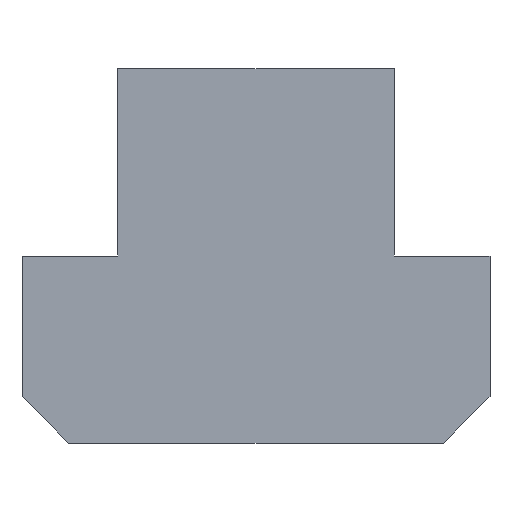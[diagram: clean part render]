
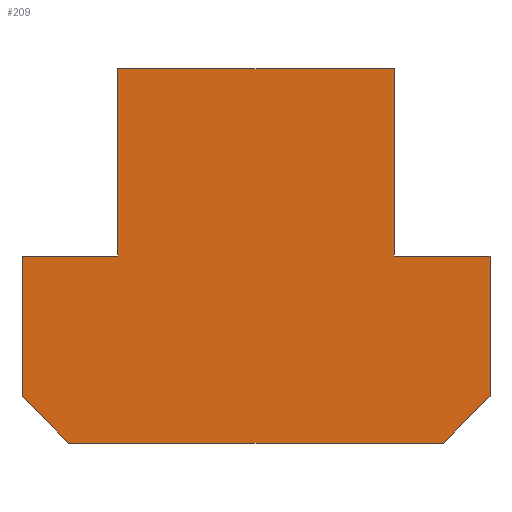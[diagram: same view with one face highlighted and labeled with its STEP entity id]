
A CAD part, front view. The second image highlights one B-rep face of the part: STEP entity #209.
In plain terms, the highlighted planar face has unit normal (0, -1, 0).
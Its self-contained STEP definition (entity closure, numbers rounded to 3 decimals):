
#95=EDGE_CURVE('',#117,#171,#239,.T.);
#99=VERTEX_POINT('',#244);
#109=EDGE_CURVE('',#127,#117,#256,.T.);
#117=VERTEX_POINT('',#264);
#123=EDGE_CURVE('',#179,#153,#270,.T.);
#125=EDGE_CURVE('',#141,#127,#272,.T.);
#127=VERTEX_POINT('',#274);
#139=EDGE_CURVE('',#175,#141,#288,.T.);
#141=VERTEX_POINT('',#290);
#153=VERTEX_POINT('',#302);
#155=VERTEX_POINT('',#304);
#157=EDGE_CURVE('',#189,#175,#306,.T.);
#171=VERTEX_POINT('',#320);
#173=EDGE_CURVE('',#171,#99,#322,.T.);
#175=VERTEX_POINT('',#324);
#179=VERTEX_POINT('',#328);
#181=EDGE_CURVE('',#155,#189,#330,.T.);
#183=EDGE_CURVE('',#99,#179,#332,.T.);
#189=VERTEX_POINT('',#339);
#203=EDGE_CURVE('',#153,#155,#354,.T.);
#209=ADVANCED_FACE('',(#361),#362,.T.);
#239=LINE('',#383,#384);
#244=CARTESIAN_POINT('',(16.0,-20.0,-16.0));
#256=LINE('',#404,#405);
#264=CARTESIAN_POINT('',(20.0,-20.0,0.));
#270=LINE('',#426,#427);
#272=LINE('',#430,#431);
#274=CARTESIAN_POINT('',(11.8,-20.0,0.));
#288=LINE('',#452,#453);
#290=CARTESIAN_POINT('',(11.8,-20.0,16.0));
#302=CARTESIAN_POINT('',(-20.0,-20.0,-12.0));
#304=CARTESIAN_POINT('',(-20.0,-20.0,0.));
#306=LINE('',#478,#479);
#320=CARTESIAN_POINT('',(20.0,-20.0,-12.0));
#322=LINE('',#504,#505);
#324=CARTESIAN_POINT('',(-11.8,-20.0,16.0));
#328=CARTESIAN_POINT('',(-16.0,-20.0,-16.0));
#330=LINE('',#516,#517);
#332=LINE('',#520,#521);
#339=CARTESIAN_POINT('',(-11.8,-20.0,0.));
#354=LINE('',#554,#555);
#361=FACE_OUTER_BOUND('',#564,.T.);
#362=PLANE('',#565);
#383=CARTESIAN_POINT('',(20.0,-20.0,-12.0));
#384=VECTOR('',#587,1.0);
#404=CARTESIAN_POINT('',(20.0,-20.0,0.));
#405=VECTOR('',#613,1.0);
#426=CARTESIAN_POINT('',(-20.0,-20.0,-12.0));
#427=VECTOR('',#617,1.0);
#430=CARTESIAN_POINT('',(11.8,-20.0,0.));
#431=VECTOR('',#618,1.0);
#452=CARTESIAN_POINT('',(11.8,-20.0,16.0));
#453=VECTOR('',#637,1.0);
#478=CARTESIAN_POINT('',(-11.8,-20.0,16.0));
#479=VECTOR('',#641,1.0);
#504=CARTESIAN_POINT('',(16.0,-20.0,-16.0));
#505=VECTOR('',#646,1.0);
#516=CARTESIAN_POINT('',(-11.8,-20.0,0.));
#517=VECTOR('',#648,1.0);
#520=CARTESIAN_POINT('',(-16.0,-20.0,-16.0));
#521=VECTOR('',#649,1.0);
#554=CARTESIAN_POINT('',(-20.0,-20.0,0.));
#555=VECTOR('',#671,1.0);
#564=EDGE_LOOP('',(#682,#683,#684,#685,#686,#687,#688,#689,#690,#691));
#565=AXIS2_PLACEMENT_3D('',#692,#693,#694);
#587=DIRECTION('',(0.0,0.,-1.0));
#613=DIRECTION('',(1.0,0.0,0.0));
#617=DIRECTION('',(-0.707,0.,0.707));
#618=DIRECTION('',(0.0,0.,-1.0));
#637=DIRECTION('',(1.0,0.0,0.0));
#641=DIRECTION('',(0.0,0.,1.0));
#646=DIRECTION('',(-0.707,0.,-0.707));
#648=DIRECTION('',(1.0,0.0,0.0));
#649=DIRECTION('',(-1.0,0.0,0.0));
#671=DIRECTION('',(0.0,0.,1.0));
#682=ORIENTED_EDGE('',*,*,#173,.F.);
#683=ORIENTED_EDGE('',*,*,#95,.F.);
#684=ORIENTED_EDGE('',*,*,#109,.F.);
#685=ORIENTED_EDGE('',*,*,#125,.F.);
#686=ORIENTED_EDGE('',*,*,#139,.F.);
#687=ORIENTED_EDGE('',*,*,#157,.F.);
#688=ORIENTED_EDGE('',*,*,#181,.F.);
#689=ORIENTED_EDGE('',*,*,#203,.F.);
#690=ORIENTED_EDGE('',*,*,#123,.F.);
#691=ORIENTED_EDGE('',*,*,#183,.F.);
#692=CARTESIAN_POINT('',(0.0,-20.0,-1.298));
#693=DIRECTION('',(0.0,-1.0,0.));
#694=DIRECTION('',(1.0,0.0,0.0));
